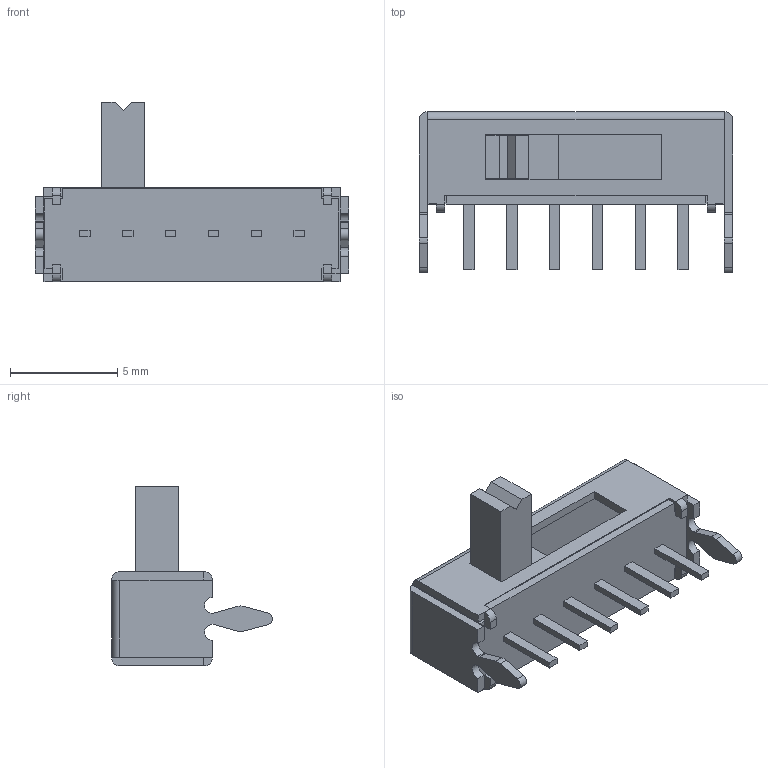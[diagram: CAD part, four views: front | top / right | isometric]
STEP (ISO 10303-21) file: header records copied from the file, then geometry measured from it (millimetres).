
FILE_DESCRIPTION (( 'STEP AP203' ), '1' );
FILE_NAME ('1534198E-C54F-4B4D-AECF-6908AD5E89FB.STEP', '2024-02-17T18:07:01', ( '' ), ( '' ), 'SwSTEP 2.0', 'SolidWorks 2022', '' );
FILE_SCHEMA (( 'CONFIG_CONTROL_DESIGN' ));
Length unit declared in the file: millimetre
Products named in the file (1): 1534198E-C54F-4B4D-AECF-6908AD5E89FB
Bounding box: 14.61 x 7.49 x 8.38 mm (x, y, z)
Volume: 133 mm3; surface area: 609.1 mm2
Topology: 1 solids, 1 shells, 152 faces, 454 edges, 300 vertices
Faces by surface type: plane 119, cylinder 33
Entity records: 5162 total; most frequent: ORIENTED_EDGE 908, CARTESIAN_POINT 907, DIRECTION 827, EDGE_CURVE 454, VECTOR 387, LINE 387, VERTEX_POINT 300, AXIS2_PLACEMENT_3D 220
